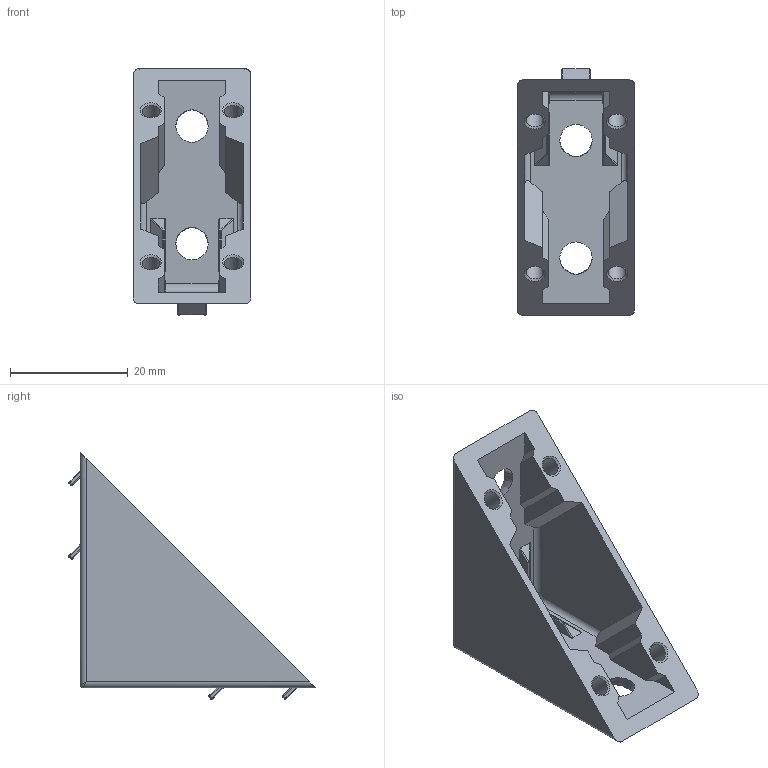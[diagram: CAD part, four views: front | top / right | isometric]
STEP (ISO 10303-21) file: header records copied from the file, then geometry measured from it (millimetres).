
FILE_DESCRIPTION((''),'2;1');
FILE_NAME('AR3639.stp','2022-01-18T14:44:08',('arma01'),(''),'Autodesk Inventor 2013','Autodesk Inventor 2013','');
FILE_SCHEMA(('AUTOMOTIVE_DESIGN { 1 0 10303 214 1 1 1 1 }'));
Length unit declared in the file: millimetre
Products named in the file (1): AR3639
Bounding box: 20 x 41.94 x 41.94 mm (x, y, z)
Volume: 5740.7 mm3; surface area: 6402.3 mm2
Topology: 1 solids, 1 shells, 299 faces, 716 edges, 430 vertices
Faces by surface type: cylinder 116, plane 99, bspline 43, sphere 32, torus 5, cone 4
Full cylindrical faces by diameter (mm): 3 x4
Entity records: 10631 total; most frequent: CARTESIAN_POINT 3857, DIRECTION 1398, ORIENTED_EDGE 1396, EDGE_CURVE 698, AXIS2_PLACEMENT_3D 515, VERTEX_POINT 426, VECTOR 368, LINE 368
